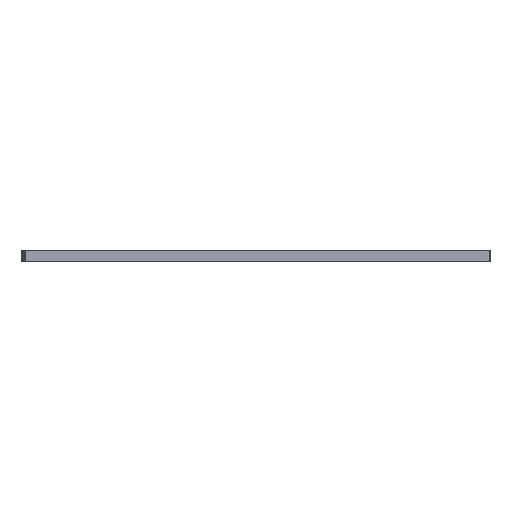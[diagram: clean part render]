
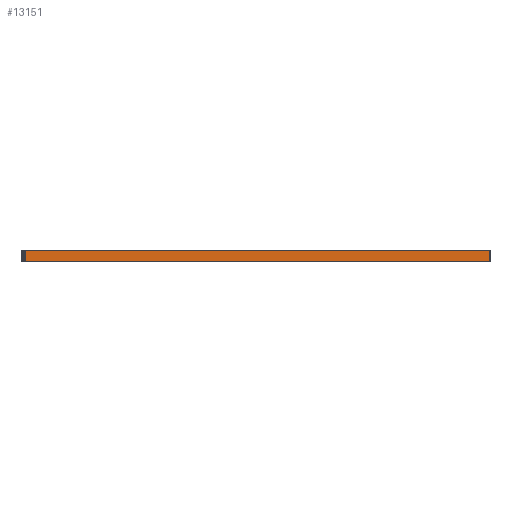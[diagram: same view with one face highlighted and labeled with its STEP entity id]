
A CAD part, left-side view. The second image highlights one B-rep face of the part: STEP entity #13151.
In plain terms, the highlighted planar face has unit normal (-1, 0, 0).
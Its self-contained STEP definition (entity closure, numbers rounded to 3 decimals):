
#83 = PLANE('',#84);
#84 = AXIS2_PLACEMENT_3D('',#85,#86,#87);
#85 = CARTESIAN_POINT('',(298.564,-121.402,1.6));
#86 = DIRECTION('',(-0.,-0.,-1.));
#87 = DIRECTION('',(-1.,0.,0.));
#137 = PLANE('',#138);
#138 = AXIS2_PLACEMENT_3D('',#139,#140,#141);
#139 = CARTESIAN_POINT('',(298.564,-121.402,0.));
#140 = DIRECTION('',(-0.,-0.,-1.));
#141 = DIRECTION('',(-1.,0.,0.));
#4530 = VERTEX_POINT('',#4531);
#4531 = CARTESIAN_POINT('',(212.,-153.5,0.));
#4545 = PLANE('',#4546);
#4546 = AXIS2_PLACEMENT_3D('',#4547,#4548,#4549);
#4547 = CARTESIAN_POINT('',(380.,-153.5,0.));
#4548 = DIRECTION('',(0.,-1.,0.));
#4549 = DIRECTION('',(-1.,0.,0.));
#4557 = EDGE_CURVE('',#4530,#4558,#4560,.T.);
#4558 = VERTEX_POINT('',#4559);
#4559 = CARTESIAN_POINT('',(212.,-90.5,0.));
#4560 = SURFACE_CURVE('',#4561,(#4565,#4572),.PCURVE_S1.);
#4561 = LINE('',#4562,#4563);
#4562 = CARTESIAN_POINT('',(212.,-153.5,0.));
#4563 = VECTOR('',#4564,1.);
#4564 = DIRECTION('',(0.,1.,0.));
#4565 = PCURVE('',#137,#4566);
#4566 = DEFINITIONAL_REPRESENTATION('',(#4567),#4571);
#4567 = LINE('',#4568,#4569);
#4568 = CARTESIAN_POINT('',(86.564,-32.098));
#4569 = VECTOR('',#4570,1.);
#4570 = DIRECTION('',(0.,1.));
#4571 = ( GEOMETRIC_REPRESENTATION_CONTEXT(2) 
PARAMETRIC_REPRESENTATION_CONTEXT() REPRESENTATION_CONTEXT('2D SPACE',''
  ) );
#4572 = PCURVE('',#4573,#4578);
#4573 = PLANE('',#4574);
#4574 = AXIS2_PLACEMENT_3D('',#4575,#4576,#4577);
#4575 = CARTESIAN_POINT('',(212.,-153.5,0.));
#4576 = DIRECTION('',(-1.,0.,0.));
#4577 = DIRECTION('',(0.,1.,0.));
#4578 = DEFINITIONAL_REPRESENTATION('',(#4579),#4583);
#4579 = LINE('',#4580,#4581);
#4580 = CARTESIAN_POINT('',(0.,0.));
#4581 = VECTOR('',#4582,1.);
#4582 = DIRECTION('',(1.,0.));
#4583 = ( GEOMETRIC_REPRESENTATION_CONTEXT(2) 
PARAMETRIC_REPRESENTATION_CONTEXT() REPRESENTATION_CONTEXT('2D SPACE',''
  ) );
#4601 = PLANE('',#4602);
#4602 = AXIS2_PLACEMENT_3D('',#4603,#4604,#4605);
#4603 = CARTESIAN_POINT('',(212.,-90.5,0.));
#4604 = DIRECTION('',(-0.999,0.033,0.));
#4605 = DIRECTION('',(0.033,0.999,0.));
#10606 = VERTEX_POINT('',#10607);
#10607 = CARTESIAN_POINT('',(212.,-153.5,1.6));
#10628 = EDGE_CURVE('',#10606,#10629,#10631,.T.);
#10629 = VERTEX_POINT('',#10630);
#10630 = CARTESIAN_POINT('',(212.,-90.5,1.6));
#10631 = SURFACE_CURVE('',#10632,(#10636,#10643),.PCURVE_S1.);
#10632 = LINE('',#10633,#10634);
#10633 = CARTESIAN_POINT('',(212.,-153.5,1.6));
#10634 = VECTOR('',#10635,1.);
#10635 = DIRECTION('',(0.,1.,0.));
#10636 = PCURVE('',#83,#10637);
#10637 = DEFINITIONAL_REPRESENTATION('',(#10638),#10642);
#10638 = LINE('',#10639,#10640);
#10639 = CARTESIAN_POINT('',(86.564,-32.098));
#10640 = VECTOR('',#10641,1.);
#10641 = DIRECTION('',(0.,1.));
#10642 = ( GEOMETRIC_REPRESENTATION_CONTEXT(2) 
PARAMETRIC_REPRESENTATION_CONTEXT() REPRESENTATION_CONTEXT('2D SPACE',''
  ) );
#10643 = PCURVE('',#4573,#10644);
#10644 = DEFINITIONAL_REPRESENTATION('',(#10645),#10649);
#10645 = LINE('',#10646,#10647);
#10646 = CARTESIAN_POINT('',(0.,-1.6));
#10647 = VECTOR('',#10648,1.);
#10648 = DIRECTION('',(1.,0.));
#10649 = ( GEOMETRIC_REPRESENTATION_CONTEXT(2) 
PARAMETRIC_REPRESENTATION_CONTEXT() REPRESENTATION_CONTEXT('2D SPACE',''
  ) );
#13101 = EDGE_CURVE('',#4558,#10629,#13102,.T.);
#13102 = SURFACE_CURVE('',#13103,(#13107,#13114),.PCURVE_S1.);
#13103 = LINE('',#13104,#13105);
#13104 = CARTESIAN_POINT('',(212.,-90.5,0.));
#13105 = VECTOR('',#13106,1.);
#13106 = DIRECTION('',(0.,0.,1.));
#13107 = PCURVE('',#4601,#13108);
#13108 = DEFINITIONAL_REPRESENTATION('',(#13109),#13113);
#13109 = LINE('',#13110,#13111);
#13110 = CARTESIAN_POINT('',(0.,0.));
#13111 = VECTOR('',#13112,1.);
#13112 = DIRECTION('',(0.,-1.));
#13113 = ( GEOMETRIC_REPRESENTATION_CONTEXT(2) 
PARAMETRIC_REPRESENTATION_CONTEXT() REPRESENTATION_CONTEXT('2D SPACE',''
  ) );
#13114 = PCURVE('',#4573,#13115);
#13115 = DEFINITIONAL_REPRESENTATION('',(#13116),#13120);
#13116 = LINE('',#13117,#13118);
#13117 = CARTESIAN_POINT('',(63.,0.));
#13118 = VECTOR('',#13119,1.);
#13119 = DIRECTION('',(0.,-1.));
#13120 = ( GEOMETRIC_REPRESENTATION_CONTEXT(2) 
PARAMETRIC_REPRESENTATION_CONTEXT() REPRESENTATION_CONTEXT('2D SPACE',''
  ) );
#13151 = ADVANCED_FACE('',(#13152),#4573,.T.);
#13152 = FACE_BOUND('',#13153,.T.);
#13153 = EDGE_LOOP('',(#13154,#13175,#13176,#13177));
#13154 = ORIENTED_EDGE('',*,*,#13155,.T.);
#13155 = EDGE_CURVE('',#4530,#10606,#13156,.T.);
#13156 = SURFACE_CURVE('',#13157,(#13161,#13168),.PCURVE_S1.);
#13157 = LINE('',#13158,#13159);
#13158 = CARTESIAN_POINT('',(212.,-153.5,0.));
#13159 = VECTOR('',#13160,1.);
#13160 = DIRECTION('',(0.,0.,1.));
#13161 = PCURVE('',#4573,#13162);
#13162 = DEFINITIONAL_REPRESENTATION('',(#13163),#13167);
#13163 = LINE('',#13164,#13165);
#13164 = CARTESIAN_POINT('',(0.,0.));
#13165 = VECTOR('',#13166,1.);
#13166 = DIRECTION('',(0.,-1.));
#13167 = ( GEOMETRIC_REPRESENTATION_CONTEXT(2) 
PARAMETRIC_REPRESENTATION_CONTEXT() REPRESENTATION_CONTEXT('2D SPACE',''
  ) );
#13168 = PCURVE('',#4545,#13169);
#13169 = DEFINITIONAL_REPRESENTATION('',(#13170),#13174);
#13170 = LINE('',#13171,#13172);
#13171 = CARTESIAN_POINT('',(168.,0.));
#13172 = VECTOR('',#13173,1.);
#13173 = DIRECTION('',(0.,-1.));
#13174 = ( GEOMETRIC_REPRESENTATION_CONTEXT(2) 
PARAMETRIC_REPRESENTATION_CONTEXT() REPRESENTATION_CONTEXT('2D SPACE',''
  ) );
#13175 = ORIENTED_EDGE('',*,*,#10628,.T.);
#13176 = ORIENTED_EDGE('',*,*,#13101,.F.);
#13177 = ORIENTED_EDGE('',*,*,#4557,.F.);
